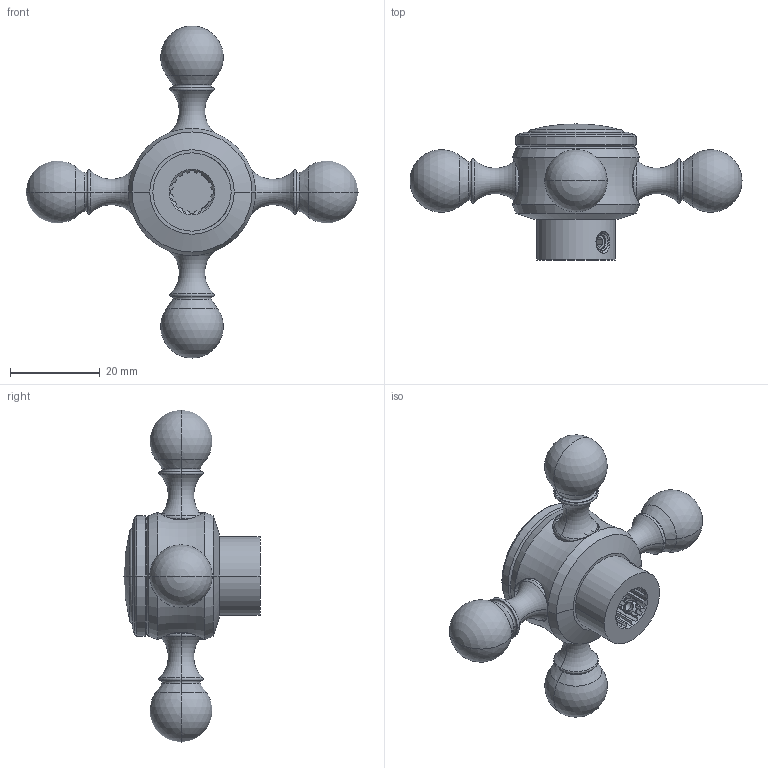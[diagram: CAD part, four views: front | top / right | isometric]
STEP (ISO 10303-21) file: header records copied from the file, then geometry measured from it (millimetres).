
FILE_DESCRIPTION((''),'2;1');
FILE_NAME('2-268_ASM','2020-01-08T09:19:03',('rsmith'),(''),'CREO PARAMETRIC BY PTC INC, 2018400','CREO PARAMETRIC BY PTC INC, 2018400','');
FILE_SCHEMA(('CONFIG_CONTROL_DESIGN'));
Length unit declared in the file: inch
Products named in the file (8): 10135; 10136; 92000; 2-173_ASM; 98036; 10181; 1-110_ASM; 2-268_ASM
Assembly tree (11 placements, depth 3):
  2-268_ASM
    2-173_ASM
      10135
      10136  x4
      92000  x2
    1-110_ASM
      98036
      10181
Bounding box: 74.04 x 30.35 x 74.04 mm (x, y, z)
Volume: 18116.5 mm3; surface area: 17657.6 mm2
Topology: 9 solids, 16 shells, 648 faces, 1656 edges, 1041 vertices
Faces by surface type: cylinder 194, bspline 140, plane 122, cone 98, torus 72, sphere 22
Entity records: 29496 total; most frequent: CARTESIAN_POINT 20188, ORIENTED_EDGE 2115, DIRECTION 1564, EDGE_CURVE 1071, VERTEX_POINT 687, AXIS2_PLACEMENT_3D 636, B_SPLINE_CURVE_WITH_KNOTS 486, EDGE_LOOP 432
